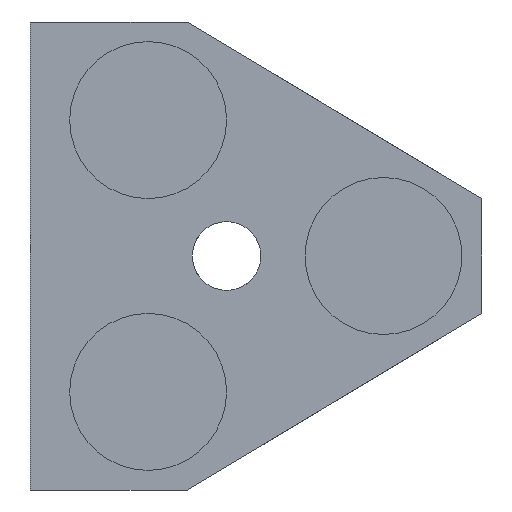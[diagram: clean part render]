
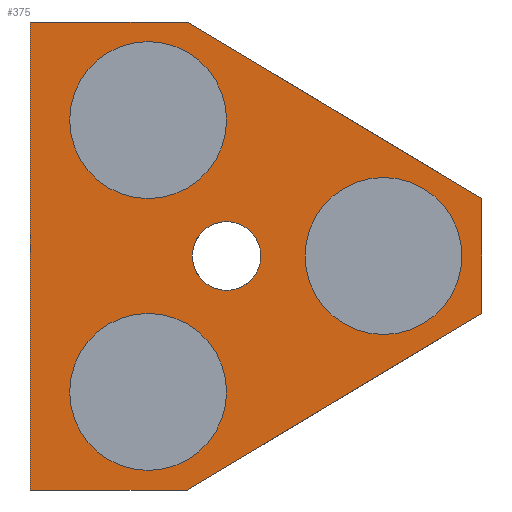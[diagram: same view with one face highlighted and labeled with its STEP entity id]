
A CAD part, front view. The second image highlights one B-rep face of the part: STEP entity #375.
In plain terms, the highlighted planar face has unit normal (0, -1, 0).
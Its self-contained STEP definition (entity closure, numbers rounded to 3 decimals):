
#18=FACE_BOUND('',#78,.T.);
#19=FACE_BOUND('',#79,.T.);
#20=FACE_BOUND('',#80,.T.);
#21=FACE_BOUND('',#81,.T.);
#34=PLANE('',#431);
#54=FACE_OUTER_BOUND('',#77,.T.);
#77=EDGE_LOOP('',(#339,#340,#341,#342,#343,#344));
#78=EDGE_LOOP('',(#345));
#79=EDGE_LOOP('',(#346));
#80=EDGE_LOOP('',(#347));
#81=EDGE_LOOP('',(#348));
#97=LINE('',#675,#126);
#101=LINE('',#684,#130);
#105=LINE('',#691,#134);
#113=LINE('',#726,#142);
#114=LINE('',#729,#143);
#116=LINE('',#732,#145);
#126=VECTOR('',#467,10.);
#130=VECTOR('',#473,10.);
#134=VECTOR('',#479,10.);
#142=VECTOR('',#523,10.);
#143=VECTOR('',#526,10.);
#145=VECTOR('',#530,10.);
#156=CIRCLE('',#418,4.);
#157=CIRCLE('',#420,4.);
#158=CIRCLE('',#422,4.);
#159=CIRCLE('',#424,1.75);
#178=VERTEX_POINT('',#672);
#179=VERTEX_POINT('',#674);
#182=VERTEX_POINT('',#681);
#183=VERTEX_POINT('',#683);
#185=VERTEX_POINT('',#689);
#190=VERTEX_POINT('',#707);
#191=VERTEX_POINT('',#711);
#192=VERTEX_POINT('',#715);
#193=VERTEX_POINT('',#719);
#195=VERTEX_POINT('',#728);
#218=EDGE_CURVE('',#179,#178,#97,.T.);
#222=EDGE_CURVE('',#183,#182,#101,.T.);
#226=EDGE_CURVE('',#185,#178,#105,.T.);
#233=EDGE_CURVE('',#190,#190,#156,.T.);
#235=EDGE_CURVE('',#191,#191,#157,.T.);
#237=EDGE_CURVE('',#192,#192,#158,.T.);
#239=EDGE_CURVE('',#193,#193,#159,.T.);
#243=EDGE_CURVE('',#179,#182,#113,.T.);
#244=EDGE_CURVE('',#195,#185,#114,.T.);
#246=EDGE_CURVE('',#183,#195,#116,.T.);
#339=ORIENTED_EDGE('',*,*,#218,.T.);
#340=ORIENTED_EDGE('',*,*,#226,.F.);
#341=ORIENTED_EDGE('',*,*,#244,.F.);
#342=ORIENTED_EDGE('',*,*,#246,.F.);
#343=ORIENTED_EDGE('',*,*,#222,.T.);
#344=ORIENTED_EDGE('',*,*,#243,.F.);
#345=ORIENTED_EDGE('',*,*,#233,.T.);
#346=ORIENTED_EDGE('',*,*,#235,.T.);
#347=ORIENTED_EDGE('',*,*,#237,.T.);
#348=ORIENTED_EDGE('',*,*,#239,.T.);
#375=ADVANCED_FACE('',(#54,#18,#19,#20,#21),#34,.T.);
#418=AXIS2_PLACEMENT_3D('',#708,#499,#500);
#420=AXIS2_PLACEMENT_3D('',#712,#504,#505);
#422=AXIS2_PLACEMENT_3D('',#716,#509,#510);
#424=AXIS2_PLACEMENT_3D('',#720,#514,#515);
#431=AXIS2_PLACEMENT_3D('',#734,#533,#534);
#467=DIRECTION('',(-0.857,0.,0.514));
#473=DIRECTION('',(0.857,0.,0.514));
#479=DIRECTION('',(1.,0.,0.));
#499=DIRECTION('center_axis',(0.,1.,0.));
#500=DIRECTION('ref_axis',(1.,0.,0.));
#504=DIRECTION('center_axis',(0.,1.,0.));
#505=DIRECTION('ref_axis',(1.,0.,0.));
#509=DIRECTION('center_axis',(0.,1.,0.));
#510=DIRECTION('ref_axis',(1.,0.,0.));
#514=DIRECTION('center_axis',(0.,1.,0.));
#515=DIRECTION('ref_axis',(1.,0.,0.));
#523=DIRECTION('',(0.,0.,-1.));
#526=DIRECTION('',(0.,0.,1.));
#530=DIRECTION('',(-1.,0.,0.));
#533=DIRECTION('center_axis',(0.,-1.,0.));
#534=DIRECTION('ref_axis',(0.,0.,-1.));
#672=CARTESIAN_POINT('',(-2.,0.,11.928));
#674=CARTESIAN_POINT('',(13.,0.,2.928));
#675=CARTESIAN_POINT('',(9.418,0.,5.077));
#681=CARTESIAN_POINT('',(13.,0.,-2.928));
#683=CARTESIAN_POINT('',(-2.,0.,-11.928));
#684=CARTESIAN_POINT('',(1.918,0.,-9.577));
#689=CARTESIAN_POINT('',(-10.,0.,11.928));
#691=CARTESIAN_POINT('',(-10.,0.,11.928));
#707=CARTESIAN_POINT('',(-8.,0.,6.928));
#708=CARTESIAN_POINT('Origin',(-4.,0.,6.928));
#711=CARTESIAN_POINT('',(-8.,0.,-6.928));
#712=CARTESIAN_POINT('Origin',(-4.,0.,-6.928));
#715=CARTESIAN_POINT('',(4.,0.,0.));
#716=CARTESIAN_POINT('Origin',(8.,0.,0.));
#719=CARTESIAN_POINT('',(-1.75,0.,0.));
#720=CARTESIAN_POINT('Origin',(0.,0.,0.));
#726=CARTESIAN_POINT('',(13.,0.,11.928));
#728=CARTESIAN_POINT('',(-10.,0.,-11.928));
#729=CARTESIAN_POINT('',(-10.,0.,-11.928));
#732=CARTESIAN_POINT('',(13.,0.,-11.928));
#734=CARTESIAN_POINT('Origin',(1.5,0.,0.));
